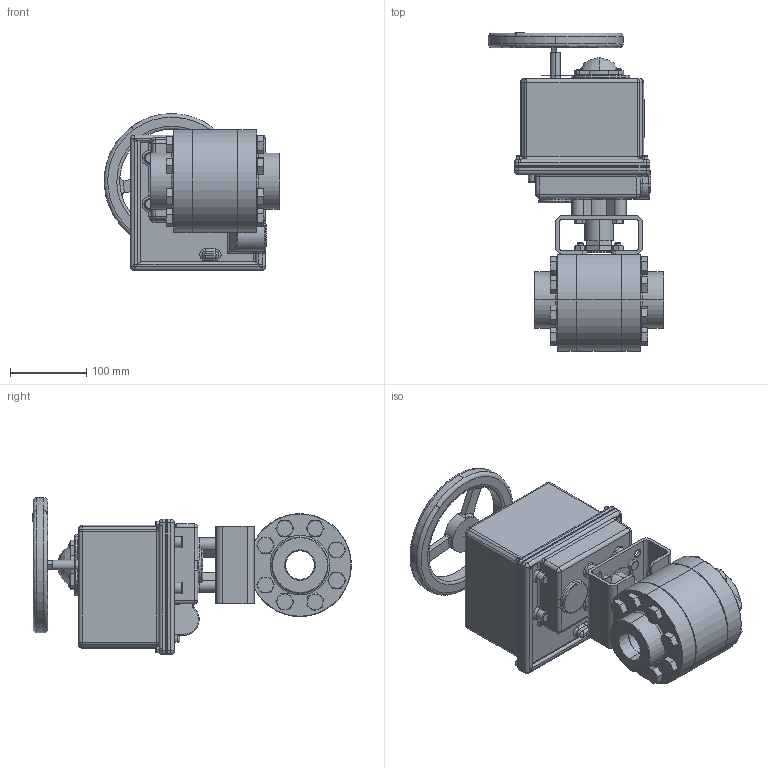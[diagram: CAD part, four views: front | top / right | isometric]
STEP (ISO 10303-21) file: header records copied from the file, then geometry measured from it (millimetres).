
FILE_DESCRIPTION (( 'STEP AP203' ), '1' );
FILE_NAME ('10000F-125-PT_ER-10.STEP', '2017-10-31T17:26:20', ( '' ), ( '' ), 'SwSTEP 2.0', 'SolidWorks 2014', '' );
FILE_SCHEMA (( 'CONFIG_CONTROL_DESIGN' ));
Length unit declared in the file: inch
Products named in the file (1): 10000F-125-PT_ER-10
Bounding box: 230.84 x 419.4 x 206.35 mm (x, y, z)
Surface area: 428184 mm2 (no closed solid volume)
Topology: 0 solids, 96 shells, 995 faces, 2921 edges, 1957 vertices
Faces by surface type: plane 359, cylinder 310, cone 176, bspline 146, torus 4
Entity records: 44368 total; most frequent: CARTESIAN_POINT 19904, DIRECTION 4805, ORIENTED_EDGE 4763, EDGE_CURVE 2904, VERTEX_POINT 1957, AXIS2_PLACEMENT_3D 1801, LINE 1203, VECTOR 1203
